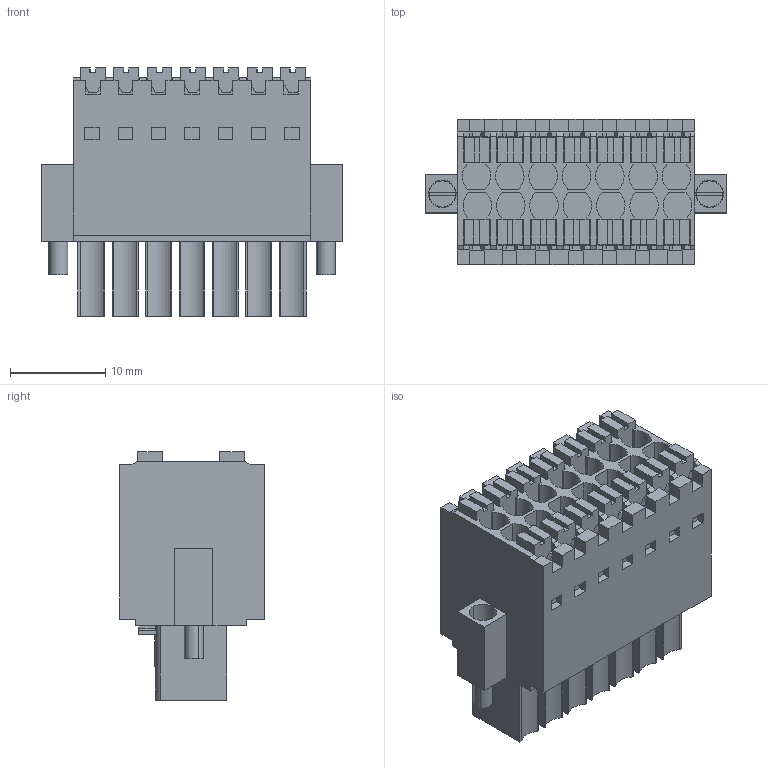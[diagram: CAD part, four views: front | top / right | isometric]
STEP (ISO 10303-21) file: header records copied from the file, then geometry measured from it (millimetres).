
FILE_DESCRIPTION(('CATIA V5 STEP','CAx-IF Rec.Pracs.--- Model Styling and Organization---1.2---2011-12-15'),'2;1');
FILE_NAME ('D1450458_0', '2017-05-27T12:19:06+00:00', ('none'), ('Weidmueller'), 'CATIA Version 5-6 Release 2014', 'CATIA V5 STEP AP214', 'none');
FILE_SCHEMA(('AUTOMOTIVE_DESIGN { 1 0 10303 214 1 1 1 1 }'));
Length unit declared in the file: millimetre
Products named in the file (1): 1277730000
Bounding box: 31.65 x 15.2 x 26.05 mm (x, y, z)
Volume: 7114.6 mm3; surface area: 5929.1 mm2
Topology: 17 solids, 17 shells, 845 faces, 2320 edges, 1548 vertices
Faces by surface type: plane 787, cylinder 58
Entity records: 24527 total; most frequent: ORIENTED_EDGE 4640, CARTESIAN_POINT 4404, DIRECTION 3292, EDGE_CURVE 2320, VECTOR 2130, LINE 2130, VERTEX_POINT 1548, EDGE_LOOP 888
